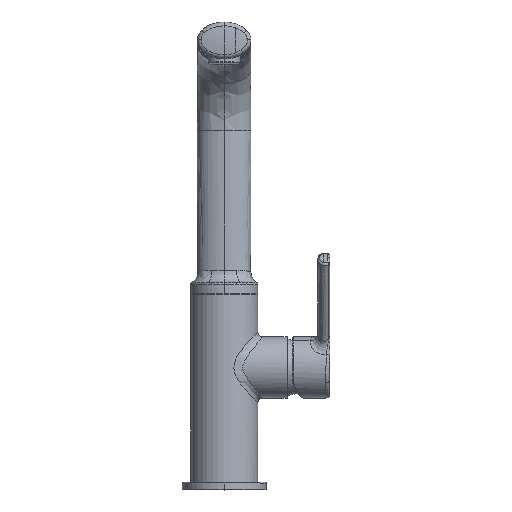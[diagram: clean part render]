
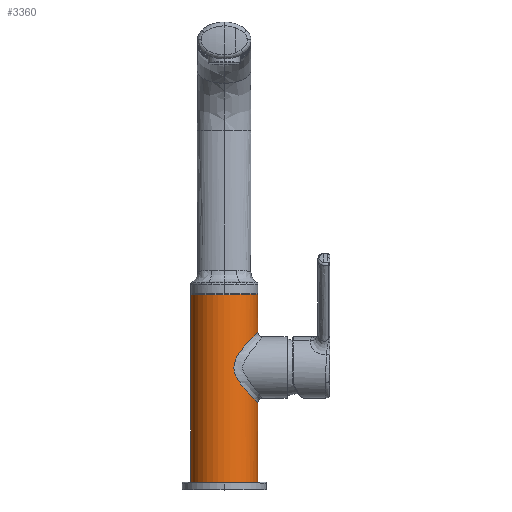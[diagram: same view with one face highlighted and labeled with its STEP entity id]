
A CAD part, top view. The second image highlights one B-rep face of the part: STEP entity #3360.
In plain terms, the highlighted cylindrical face has radius 22 mm (diameter 44 mm), a partial arc.
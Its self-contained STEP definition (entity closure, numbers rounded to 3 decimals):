
#206 = LINE ( 'NONE', #3261, #501 ) ;
#257 = VERTEX_POINT ( 'NONE', #7370 ) ;
#280 = ORIENTED_EDGE ( 'NONE', *, *, #2656, .F. ) ;
#475 = CARTESIAN_POINT ( 'NONE',  ( 22., 98., 0. ) ) ;
#496 = CARTESIAN_POINT ( 'NONE',  ( 17.821, 93.924, 13.519 ) ) ;
#501 = VECTOR ( 'NONE', #3110, 1000. ) ;
#931 = CARTESIAN_POINT ( 'NONE',  ( -22., 123.5, 0. ) ) ;
#1164 = B_SPLINE_CURVE_WITH_KNOTS ( 'NONE', 5,
 ( #475, #8088, #7491, #8114, #496, #5594, #5474, #5522, #6182, #5573, #4964, #2406, #2327, #6829, #7467, #4275, #4929, #2381, #3033, #3677, #4296 ),
 .UNSPECIFIED., .F., .F.,
 ( 6, 2, 2, 2, 2, 2, 1, 2, 2, 6 ),
 ( 0., 0.153, 0.324, 0.419, 0.482, 0.519, 0.58, 0.671, 0.839, 1. ),
 .UNSPECIFIED. ) ;
#1497 = DIRECTION ( 'NONE',  ( 0., 1., 0. ) ) ;
#2159 = FACE_OUTER_BOUND ( 'NONE', #5736, .T. ) ;
#2249 = CARTESIAN_POINT ( 'NONE',  ( 22., 123.5, 0. ) ) ;
#2327 = CARTESIAN_POINT ( 'NONE',  ( 6.858, 70.771, 20.912 ) ) ;
#2381 = CARTESIAN_POINT ( 'NONE',  ( 20.167, 53.755, 9.904 ) ) ;
#2406 = CARTESIAN_POINT ( 'NONE',  ( 6.364, 73.72, 21.059 ) ) ;
#2656 = EDGE_CURVE ( 'NONE', #257, #7068, #1164, .T. ) ;
#2697 = DIRECTION ( 'NONE',  ( 0., 1., 0. ) ) ;
#2739 = VERTEX_POINT ( 'NONE', #931 ) ;
#2755 = LINE ( 'NONE', #6626, #5646 ) ;
#3033 = CARTESIAN_POINT ( 'NONE',  ( 21.638, 52.346, 5.041 ) ) ;
#3110 = DIRECTION ( 'NONE',  ( 0., 1., 0. ) ) ;
#3261 = CARTESIAN_POINT ( 'NONE',  ( -22., -2.569, 0. ) ) ;
#3360 = ADVANCED_FACE ( 'NONE', ( #2159 ), #3745, .T. ) ;
#3439 = VERTEX_POINT ( 'NONE', #2249 ) ;
#3574 = AXIS2_PLACEMENT_3D ( 'NONE', #5320, #1497, #5962 ) ;
#3677 = CARTESIAN_POINT ( 'NONE',  ( 22.001, 52., 2.52 ) ) ;
#3689 = CIRCLE ( 'NONE', #3574, 22. ) ;
#3702 = EDGE_CURVE ( 'NONE', #6244, #7068, #2755, .T. ) ;
#3744 = CARTESIAN_POINT ( 'NONE',  ( 22., -2.569, 0. ) ) ;
#3745 = CYLINDRICAL_SURFACE ( 'NONE', #4462, 22. ) ;
#4084 = EDGE_CURVE ( 'NONE', #6206, #6244, #5754, .T. ) ;
#4275 = CARTESIAN_POINT ( 'NONE',  ( 13.813, 60.402, 17.386 ) ) ;
#4296 = CARTESIAN_POINT ( 'NONE',  ( 22., 52., 0. ) ) ;
#4366 = DIRECTION ( 'NONE',  ( 0., 1., 0. ) ) ;
#4423 = ORIENTED_EDGE ( 'NONE', *, *, #5385, .F. ) ;
#4462 = AXIS2_PLACEMENT_3D ( 'NONE', #7567, #5787, #4976 ) ;
#4663 = DIRECTION ( 'NONE',  ( 0., 1., 0. ) ) ;
#4929 = CARTESIAN_POINT ( 'NONE',  ( 17.597, 56.304, 13.804 ) ) ;
#4964 = CARTESIAN_POINT ( 'NONE',  ( 6.357, 76.24, 21.062 ) ) ;
#4976 = DIRECTION ( 'NONE',  ( -1., 0., 0. ) ) ;
#5320 = CARTESIAN_POINT ( 'NONE',  ( 0., 123.5, 0. ) ) ;
#5332 = ORIENTED_EDGE ( 'NONE', *, *, #7094, .T. ) ;
#5385 = EDGE_CURVE ( 'NONE', #6206, #2739, #206, .T. ) ;
#5474 = CARTESIAN_POINT ( 'NONE',  ( 11.55, 86.978, 18.882 ) ) ;
#5501 = EDGE_CURVE ( 'NONE', #2739, #3439, #3689, .T. ) ;
#5522 = CARTESIAN_POINT ( 'NONE',  ( 8.729, 82.853, 20.238 ) ) ;
#5573 = CARTESIAN_POINT ( 'NONE',  ( 6.614, 77.804, 20.985 ) ) ;
#5594 = CARTESIAN_POINT ( 'NONE',  ( 14.067, 89.885, 17.199 ) ) ;
#5646 = VECTOR ( 'NONE', #4663, 1000. ) ;
#5736 = EDGE_LOOP ( 'NONE', ( #8093, #7905, #280, #5332, #6018, #4423 ) ) ;
#5754 = CIRCLE ( 'NONE', #7745, 22. ) ;
#5787 = DIRECTION ( 'NONE',  ( 0., 1., 0. ) ) ;
#5962 = DIRECTION ( 'NONE',  ( 0., 0., 1. ) ) ;
#6018 = ORIENTED_EDGE ( 'NONE', *, *, #5501, .F. ) ;
#6153 = CARTESIAN_POINT ( 'NONE',  ( 22., 52., 0. ) ) ;
#6182 = CARTESIAN_POINT ( 'NONE',  ( 7.555, 80.71, 20.68 ) ) ;
#6206 = VERTEX_POINT ( 'NONE', #6706 ) ;
#6244 = VERTEX_POINT ( 'NONE', #7391 ) ;
#6525 = CARTESIAN_POINT ( 'NONE',  ( 0., 0., 0. ) ) ;
#6592 = LINE ( 'NONE', #3744, #7778 ) ;
#6626 = CARTESIAN_POINT ( 'NONE',  ( 22., -2.569, 0. ) ) ;
#6706 = CARTESIAN_POINT ( 'NONE',  ( -22., 0., 0. ) ) ;
#6829 = CARTESIAN_POINT ( 'NONE',  ( 8.149, 68.078, 20.481 ) ) ;
#7068 = VERTEX_POINT ( 'NONE', #6153 ) ;
#7094 = EDGE_CURVE ( 'NONE', #257, #3439, #6592, .T. ) ;
#7166 = DIRECTION ( 'NONE',  ( 0., 0., 1. ) ) ;
#7370 = CARTESIAN_POINT ( 'NONE',  ( 22., 98., 0. ) ) ;
#7391 = CARTESIAN_POINT ( 'NONE',  ( 22., 0., 0. ) ) ;
#7467 = CARTESIAN_POINT ( 'NONE',  ( 10.783, 63.944, 19.362 ) ) ;
#7491 = CARTESIAN_POINT ( 'NONE',  ( 21.675, 97.69, 4.783 ) ) ;
#7567 = CARTESIAN_POINT ( 'NONE',  ( 0., -2.569, 0. ) ) ;
#7745 = AXIS2_PLACEMENT_3D ( 'NONE', #6525, #2697, #7166 ) ;
#7778 = VECTOR ( 'NONE', #4366, 1000. ) ;
#7905 = ORIENTED_EDGE ( 'NONE', *, *, #3702, .T. ) ;
#8088 = CARTESIAN_POINT ( 'NONE',  ( 22., 98., 2.39 ) ) ;
#8093 = ORIENTED_EDGE ( 'NONE', *, *, #4084, .T. ) ;
#8114 = CARTESIAN_POINT ( 'NONE',  ( 20.296, 96.367, 9.606 ) ) ;
